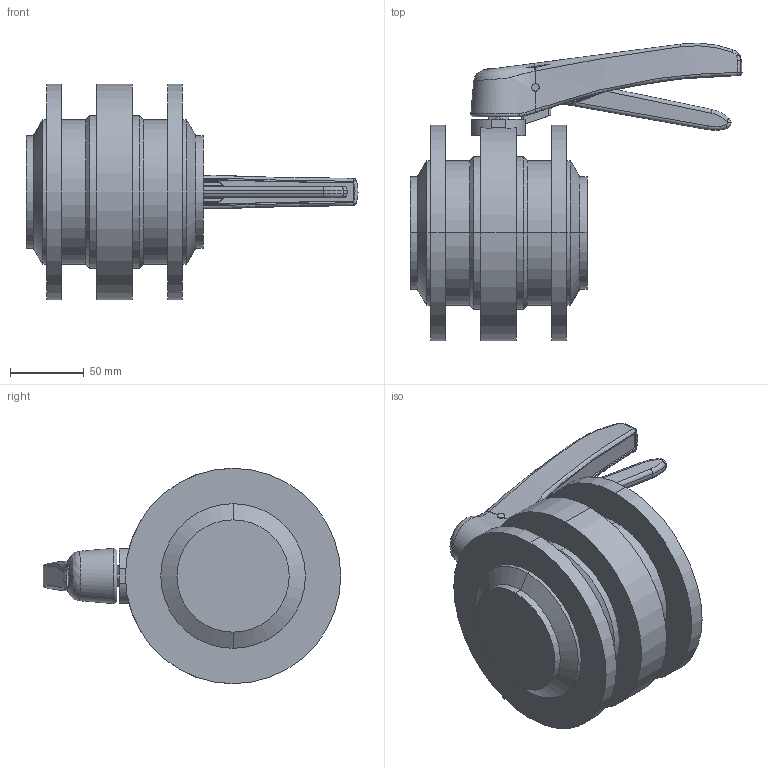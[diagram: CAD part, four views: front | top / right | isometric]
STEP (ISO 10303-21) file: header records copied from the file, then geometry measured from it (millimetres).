
FILE_DESCRIPTION (( 'STEP AP203' ), '1' );
FILE_NAME ('4358076.STEP', '2011-03-01T14:56:17', ( ' ' ), ( ' ' ), 'SwSTEP 2.0', 'SolidWorks 2010', '' );
FILE_SCHEMA (( 'CONFIG_CONTROL_DESIGN' ));
Length unit declared in the file: millimetre
Products named in the file (1): 4358076
Bounding box: 224.99 x 201.67 x 146 mm (x, y, z)
Volume: 1388596.3 mm3; surface area: 136729 mm2
Topology: 2 solids, 2 shells, 257 faces, 652 edges, 407 vertices
Faces by surface type: plane 82, cylinder 80, bspline 73, torus 12, cone 8, sphere 2
Entity records: 13368 total; most frequent: CARTESIAN_POINT 7782, ORIENTED_EDGE 1288, DIRECTION 975, EDGE_CURVE 644, VERTEX_POINT 407, AXIS2_PLACEMENT_3D 382, EDGE_LOOP 273, ADVANCED_FACE 257
